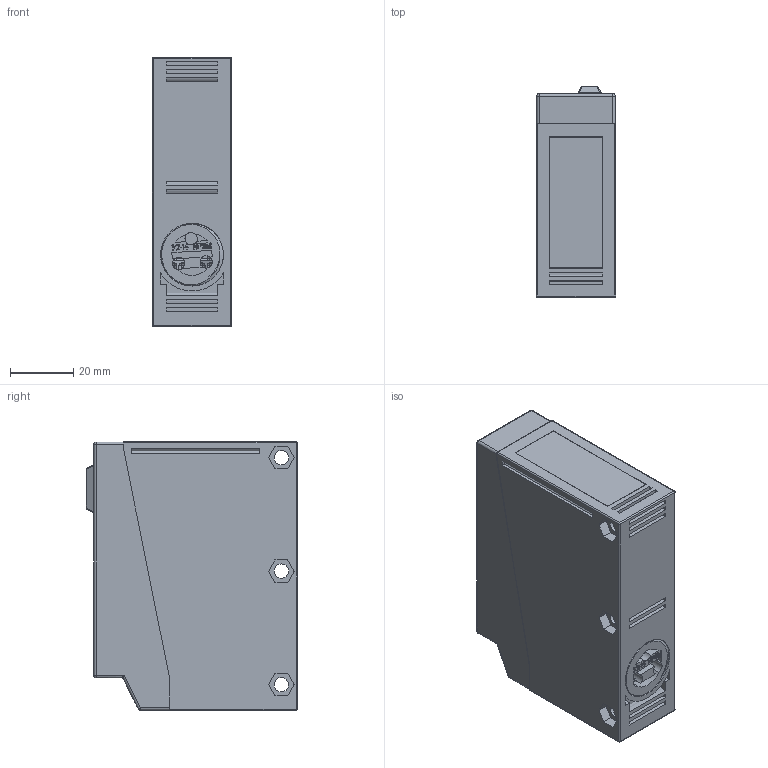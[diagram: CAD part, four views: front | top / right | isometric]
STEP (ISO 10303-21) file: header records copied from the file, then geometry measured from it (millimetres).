
FILE_DESCRIPTION((''),'2;1');
FILE_NAME('215018_ASM','2019-11-04T11:13:01',('pdmadmin'),('BANNER ENGINEERING'),'CREO PARAMETRIC BY PTC INC, 2018300','CREO PARAMETRIC BY PTC INC, 2018300','');
FILE_SCHEMA(('CONFIG_CONTROL_DESIGN'));
Length unit declared in the file: inch
Products named in the file (9): 158106; 30098; 158108; 147740; 158108_ASM; 148238; 202185; Q85_ASM; 215018_ASM
Assembly tree (8 placements, depth 4):
  215018_ASM
    Q85_ASM
      158106
      30098
      158108_ASM
        158108
        147740
      148238
      202185
Bounding box: 25.2 x 67.16 x 85.24 mm (x, y, z)
Volume: 46662.5 mm3; surface area: 46547.8 mm2
Topology: 6 solids, 12 shells, 1230 faces, 3103 edges, 1949 vertices
Faces by surface type: plane 676, cylinder 351, bspline 78, sphere 74, torus 47, cone 4
Entity records: 45417 total; most frequent: CARTESIAN_POINT 16140, ORIENTED_EDGE 6181, DIRECTION 5743, EDGE_CURVE 3103, VECTOR 2101, LINE 2101, VERTEX_POINT 1949, AXIS2_PLACEMENT_3D 1821
